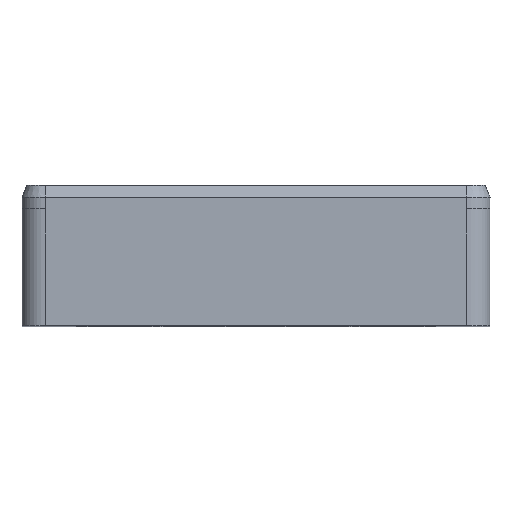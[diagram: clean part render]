
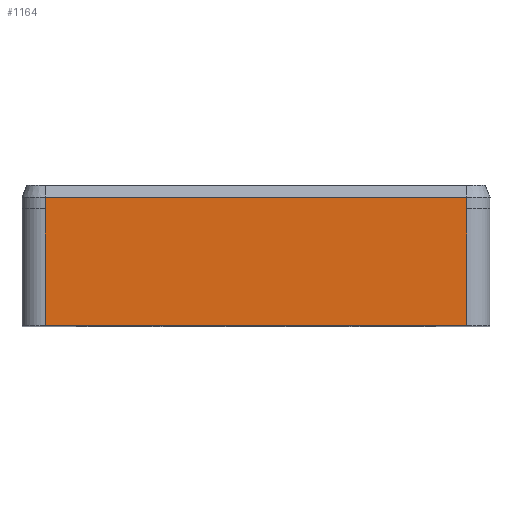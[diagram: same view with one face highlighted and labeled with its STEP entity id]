
A CAD part, top view. The second image highlights one B-rep face of the part: STEP entity #1164.
In plain terms, the highlighted planar face has unit normal (0, 0, 1).
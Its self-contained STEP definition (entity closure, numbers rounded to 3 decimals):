
#83=PLANE('',#1312);
#145=FACE_OUTER_BOUND('',#227,.T.);
#227=EDGE_LOOP('',(#1025,#1026,#1027,#1028,#1029,#1030));
#278=LINE('',#1850,#367);
#279=LINE('',#1860,#368);
#280=LINE('',#1863,#369);
#281=LINE('',#1868,#370);
#319=LINE('',#2026,#408);
#320=LINE('',#2029,#409);
#367=VECTOR('',#1462,10.);
#368=VECTOR('',#1479,10.);
#369=VECTOR('',#1482,10.);
#370=VECTOR('',#1489,10.);
#408=VECTOR('',#1655,10.);
#409=VECTOR('',#1660,10.);
#533=VERTEX_POINT('',#1842);
#534=VERTEX_POINT('',#1848);
#535=VERTEX_POINT('',#1858);
#536=VERTEX_POINT('',#1862);
#537=VERTEX_POINT('',#1866);
#581=VERTEX_POINT('',#2025);
#657=EDGE_CURVE('',#534,#533,#278,.T.);
#662=EDGE_CURVE('',#535,#534,#279,.T.);
#663=EDGE_CURVE('',#533,#536,#280,.T.);
#666=EDGE_CURVE('',#537,#535,#281,.T.);
#742=EDGE_CURVE('',#536,#581,#319,.T.);
#744=EDGE_CURVE('',#537,#581,#320,.T.);
#1025=ORIENTED_EDGE('',*,*,#744,.T.);
#1026=ORIENTED_EDGE('',*,*,#742,.F.);
#1027=ORIENTED_EDGE('',*,*,#663,.F.);
#1028=ORIENTED_EDGE('',*,*,#657,.F.);
#1029=ORIENTED_EDGE('',*,*,#662,.F.);
#1030=ORIENTED_EDGE('',*,*,#666,.F.);
#1164=ADVANCED_FACE('',(#145),#83,.F.);
#1312=AXIS2_PLACEMENT_3D('',#2028,#1658,#1659);
#1462=DIRECTION('',(1.,0.,0.));
#1479=DIRECTION('',(0.,1.,0.));
#1482=DIRECTION('',(0.,-1.,0.));
#1489=DIRECTION('',(0.,1.,0.));
#1655=DIRECTION('',(0.,-1.,0.));
#1658=DIRECTION('center_axis',(0.,0.,-1.));
#1659=DIRECTION('ref_axis',(0.,-1.,0.));
#1660=DIRECTION('',(1.,0.,0.));
#1842=CARTESIAN_POINT('',(44.997,182.5,49.997));
#1848=CARTESIAN_POINT('',(-45.003,182.5,49.997));
#1850=CARTESIAN_POINT('',(-0.003,182.5,49.997));
#1858=CARTESIAN_POINT('',(-45.003,180.,49.997));
#1860=CARTESIAN_POINT('',(-45.003,181.,49.997));
#1862=CARTESIAN_POINT('',(44.997,180.,49.997));
#1863=CARTESIAN_POINT('',(44.997,181.,49.997));
#1866=CARTESIAN_POINT('',(-45.003,155.,49.997));
#1868=CARTESIAN_POINT('',(-45.003,167.5,49.997));
#2025=CARTESIAN_POINT('',(44.997,155.,49.997));
#2026=CARTESIAN_POINT('',(44.997,167.5,49.997));
#2028=CARTESIAN_POINT('Origin',(-0.003,167.5,49.997));
#2029=CARTESIAN_POINT('',(-0.003,155.,49.997));
